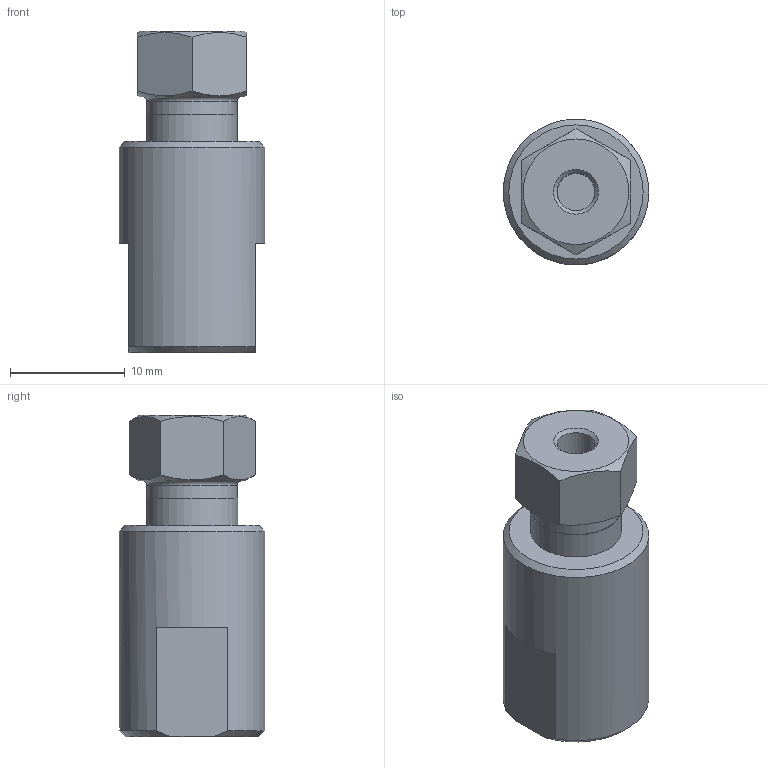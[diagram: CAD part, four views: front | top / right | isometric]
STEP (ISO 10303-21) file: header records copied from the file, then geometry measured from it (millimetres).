
FILE_DESCRIPTION((''),'2;1');
FILE_NAME('305059-ZC2PK polymeric cap.stp','2013-08-19T17:03:14',('Franzp'),(''),'Autodesk Inventor 2013','Autodesk Inventor 2013','');
FILE_SCHEMA(('AUTOMOTIVE_DESIGN { 1 0 10303 214 1 1 1 1 }'));
Length unit declared in the file: millimetre
Products named in the file (1): 305059_Shrinkwrap_1
Bounding box: 12.7 x 12.68 x 28.02 mm (x, y, z)
Surface area: 1586.8 mm2 (no closed solid volume)
Topology: 0 solids, 4 shells, 26 faces, 61 edges, 40 vertices
Faces by surface type: plane 15, cone 6, cylinder 4, torus 1
Full cylindrical faces by diameter (mm): 3.3 x1, 7.874 x1, 7.938 x1, 12.7 x1
Entity records: 733 total; most frequent: CARTESIAN_POINT 147, DIRECTION 108, ORIENTED_EDGE 94, EDGE_CURVE 50, AXIS2_PLACEMENT_3D 47, VERTEX_POINT 38, EDGE_LOOP 38, FACE_OUTER_BOUND 26
